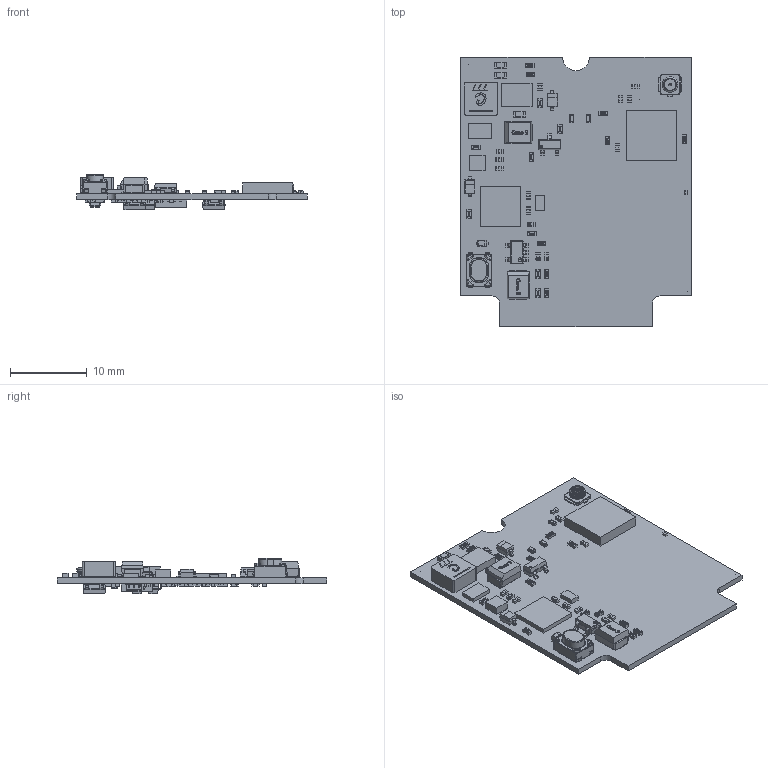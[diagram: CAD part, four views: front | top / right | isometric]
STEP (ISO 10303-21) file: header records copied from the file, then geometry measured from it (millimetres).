
FILE_DESCRIPTION(/* description */ ('PCB Design'),/* implementation_level */ '2;1');
FILE_NAME(/* name */ '20201671_NOTECARD-WIFI_V3',/* time_stamp */ '2021-12-03T11:03:04+01:00',/* author */ (''),/* organization */ (''),/* preprocessor_version */ 'ST-DEVELOPER v16',/* originating_system */ 'allegro_17.4S021',/* authorisation */ '');
FILE_SCHEMA (('AUTOMOTIVE_DESIGN { 1 0 10303 214 3 1 1 }'));
Products named in the file (51): 20201671_NOTECARD-WIFI_V3; BOARD_OUTLINE; COMPONENTS; IC-TPS6302X; LD-0402; CS-C-0201; FIDUCIAL; DFN8-4X4-EXP; SOT23-5; Y-ABS06; SOD523; SOT363; SOT23; IC-STSAFE-A100; VFLGA12; WLCSP144; PB-SKRPA; SOD323; RS-0402; CS-C-0402; CS-T-B; LS-XFL4020; CS-C-0603; J-3-MDS-UFL; MOD-WFM200S; Document; User Library-led_0402; User Library-Chip Cap_MLCC_0201 (0603); vuoto; User Library-DFN8 Body 4x4 Pitch 0.8mm; User Library-SOT23-5-1; User Library-SOD-523F; SW3dPS-SW3dPS-SOT363; User Library-SOT23-3; Cubo; User Library-SOD323-1; User Library-RES_1005-0402; User Library-0402C; User Library-Tantalum Capacitor Case B_Tantalum case B part2; User Library-Tantalum Capacitor Case B_Tantalum case B part1 ...
Assembly tree (126 placements, depth 5):
  20201671_NOTECARD-WIFI_V3
    BOARD_OUTLINE
    COMPONENTS
      IC-TPS6302X
        Document
      LD-0402  x2
        User Library-led_0402
      CS-C-0201
        User Library-Chip Cap_MLCC_0201 (0603)
      FIDUCIAL  x4
        vuoto
      DFN8-4X4-EXP
        User Library-DFN8 Body 4x4 Pitch 0.8mm
      SOT23-5
        User Library-SOT23-5-1
      Y-ABS06
        Document
      SOD523
        User Library-SOD-523F
      SOT363
        SW3dPS-SW3dPS-SOT363
      SOT23  x4
        User Library-SOT23-3
      IC-STSAFE-A100
        Document
      VFLGA12
        Cubo
      WLCSP144
        Document
      PB-SKRPA
        Document
      SOD323  x2
        User Library-SOD323-1
      RS-0402  x27
        User Library-RES_1005-0402
      RS-0402
        vuoto
      CS-C-0402  x38
        User Library-0402C
      CS-T-B  x2
        User Library-Tantalum Capacitor Case B
          User Library-Tantalum Capacitor Case B_Tantalum case B part1
          User Library-Tantalum Capacitor Case B_Tantalum case B part2  x2
      LS-XFL4020
        Document
      CS-C-0603  x4
        User Library-cap_0603_lowprofile
      J-3-MDS-UFL
        Document
      MOD-WFM200S
        Document
Bounding box: 30 x 35 x 4.57 mm (x, y, z)
Volume: 196.4 mm3; surface area: 3118.4 mm2
Topology: 180 solids, 664 shells, 7153 faces, 18339 edges, 12209 vertices
Faces by surface type: plane 3388, bspline 1871, cylinder 1516, torus 304, sphere 72, cone 2
Entity records: 82276 total; most frequent: CARTESIAN_POINT 33035, ORIENTED_EDGE 7582, DIRECTION 4938, EDGE_CURVE 4919, VERTEX_POINT 3951, B_SPLINE_CURVE_WITH_KNOTS 1881, VECTOR 1841, LINE 1841
